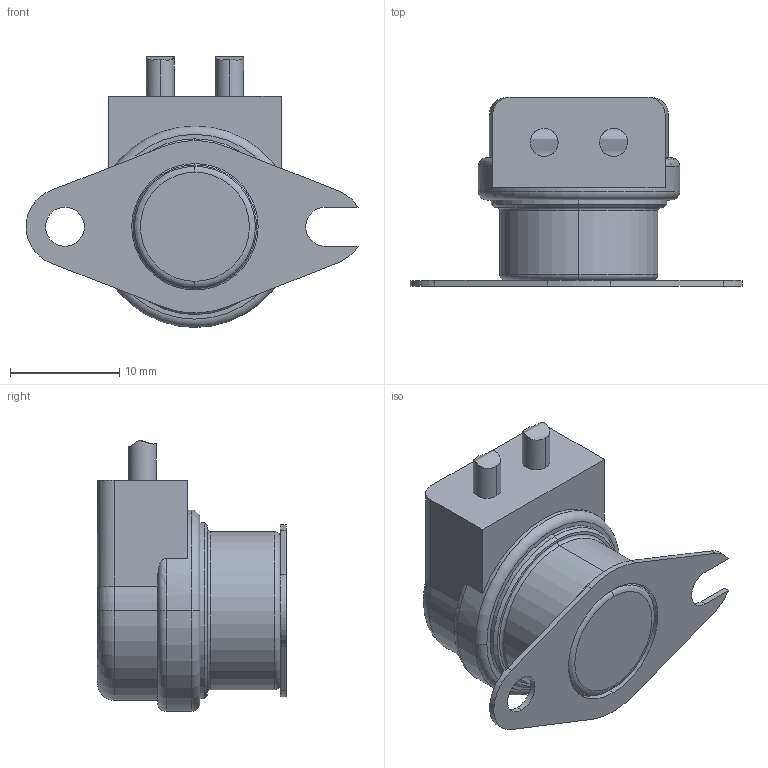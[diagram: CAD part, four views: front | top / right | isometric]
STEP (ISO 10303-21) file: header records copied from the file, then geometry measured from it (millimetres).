
FILE_DESCRIPTION (( 'STEP AP214' ), '1' );
FILE_NAME ('4344-176.STEP', '2021-07-21T03:12:18', ( '' ), ( '' ), 'SwSTEP 2.0', 'SolidWorks 2020', '' );
FILE_SCHEMA (( 'AUTOMOTIVE_DESIGN' ));
Length unit declared in the file: inch
Products named in the file (1): 4344-176
Bounding box: 30.35 x 17.3 x 24.77 mm (x, y, z)
Volume: 4208.1 mm3; surface area: 1993 mm2
Topology: 3 solids, 3 shells, 67 faces, 151 edges, 94 vertices
Faces by surface type: cylinder 26, plane 19, torus 16, cone 4, bspline 2
Entity records: 2970 total; most frequent: CARTESIAN_POINT 507, DIRECTION 357, ORIENTED_EDGE 302, EDGE_CURVE 151, AXIS2_PLACEMENT_3D 148, VERTEX_POINT 94, CIRCLE 82, EDGE_LOOP 73
